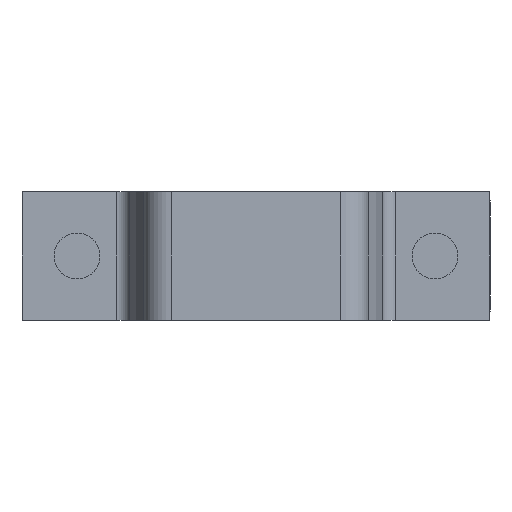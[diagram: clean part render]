
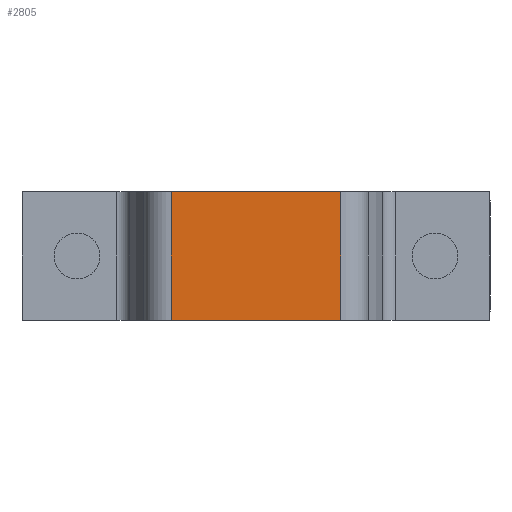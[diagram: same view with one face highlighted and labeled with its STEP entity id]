
A CAD part, front view. The second image highlights one B-rep face of the part: STEP entity #2805.
In plain terms, the highlighted planar face has unit normal (0, -1, 0).
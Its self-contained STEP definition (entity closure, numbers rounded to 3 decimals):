
#196 = CARTESIAN_POINT ( 'NONE',  ( 9.25, -22., -7. ) ) ;
#202 = ORIENTED_EDGE ( 'NONE', *, *, #1935, .T. ) ;
#288 = EDGE_CURVE ( 'NONE', #3142, #2089, #2049, .T. ) ;
#289 = AXIS2_PLACEMENT_3D ( 'NONE', #3416, #3385, #3377 ) ;
#468 = EDGE_LOOP ( 'NONE', ( #202, #2103, #1057, #3273 ) ) ;
#489 = EDGE_CURVE ( 'NONE', #632, #2159, #2157, .T. ) ;
#550 = CARTESIAN_POINT ( 'NONE',  ( -9.25, -22., -7. ) ) ;
#615 = VECTOR ( 'NONE', #3116, 1000. ) ;
#632 = VERTEX_POINT ( 'NONE', #1765 ) ;
#685 = LINE ( 'NONE', #2639, #2799 ) ;
#1037 = LINE ( 'NONE', #1061, #3034 ) ;
#1057 = ORIENTED_EDGE ( 'NONE', *, *, #3304, .F. ) ;
#1061 = CARTESIAN_POINT ( 'NONE',  ( 9.25, -22., -7. ) ) ;
#1075 = DIRECTION ( 'NONE',  ( 1., 0., 0. ) ) ;
#1464 = VECTOR ( 'NONE', #2371, 1000. ) ;
#1765 = CARTESIAN_POINT ( 'NONE',  ( 9.25, -22., 7. ) ) ;
#1935 = EDGE_CURVE ( 'NONE', #2089, #2159, #1037, .T. ) ;
#2049 = LINE ( 'NONE', #3123, #615 ) ;
#2089 = VERTEX_POINT ( 'NONE', #550 ) ;
#2103 = ORIENTED_EDGE ( 'NONE', *, *, #489, .F. ) ;
#2157 = LINE ( 'NONE', #2413, #1464 ) ;
#2159 = VERTEX_POINT ( 'NONE', #196 ) ;
#2371 = DIRECTION ( 'NONE',  ( 0., 0., -1. ) ) ;
#2413 = CARTESIAN_POINT ( 'NONE',  ( 9.25, -22., 7. ) ) ;
#2610 = DIRECTION ( 'NONE',  ( 1., 0., 0. ) ) ;
#2639 = CARTESIAN_POINT ( 'NONE',  ( 9.25, -22., 7. ) ) ;
#2770 = CARTESIAN_POINT ( 'NONE',  ( -9.25, -22., 7. ) ) ;
#2799 = VECTOR ( 'NONE', #2610, 1000. ) ;
#2805 = ADVANCED_FACE ( 'NONE', ( #2974 ), #3444, .F. ) ;
#2974 = FACE_OUTER_BOUND ( 'NONE', #468, .T. ) ;
#3034 = VECTOR ( 'NONE', #1075, 1000. ) ;
#3116 = DIRECTION ( 'NONE',  ( 0., 0., -1. ) ) ;
#3123 = CARTESIAN_POINT ( 'NONE',  ( -9.25, -22., 7. ) ) ;
#3142 = VERTEX_POINT ( 'NONE', #2770 ) ;
#3273 = ORIENTED_EDGE ( 'NONE', *, *, #288, .T. ) ;
#3304 = EDGE_CURVE ( 'NONE', #3142, #632, #685, .T. ) ;
#3377 = DIRECTION ( 'NONE',  ( 0., 0., 1. ) ) ;
#3385 = DIRECTION ( 'NONE',  ( 0., 1., 0. ) ) ;
#3416 = CARTESIAN_POINT ( 'NONE',  ( 9.25, -22., 7. ) ) ;
#3444 = PLANE ( 'NONE',  #289 ) ;
